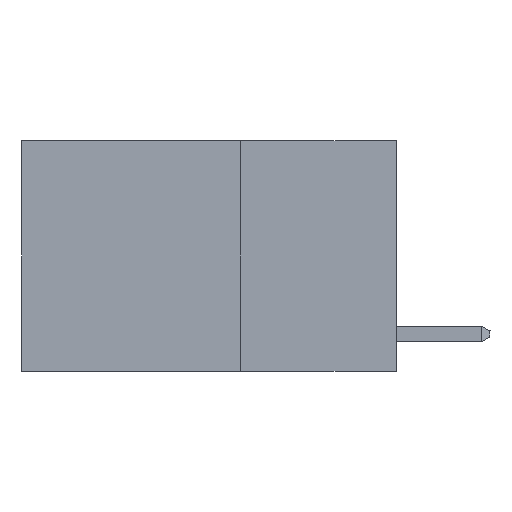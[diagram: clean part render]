
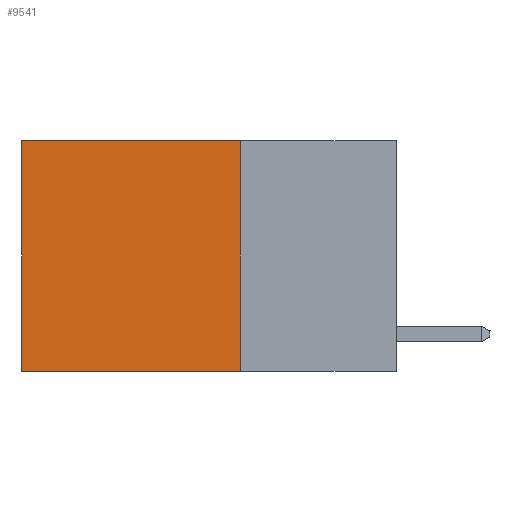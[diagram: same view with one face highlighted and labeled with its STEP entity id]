
A CAD part, left-side view. The second image highlights one B-rep face of the part: STEP entity #9541.
In plain terms, the highlighted planar face has unit normal (-1, 0, 0).
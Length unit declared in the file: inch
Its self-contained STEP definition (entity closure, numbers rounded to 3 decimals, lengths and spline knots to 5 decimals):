
#993 = EDGE_CURVE ( 'NONE', #1001, #20016, #28869, .T. ) ;
#1001 = VERTEX_POINT ( 'NONE', #12905 ) ;
#1990 = DIRECTION ( 'NONE',  ( 0., 0., -1. ) ) ;
#4018 = CARTESIAN_POINT ( 'NONE',  ( 0.2625, 0.25, -0.37 ) ) ;
#4317 = VERTEX_POINT ( 'NONE', #6892 ) ;
#4629 = CARTESIAN_POINT ( 'NONE',  ( 0.2625, 0.6, 0. ) ) ;
#5347 = FACE_OUTER_BOUND ( 'NONE', #19707, .T. ) ;
#5493 = DIRECTION ( 'NONE',  ( 1., 0., 0. ) ) ;
#6322 = EDGE_CURVE ( 'NONE', #9423, #4317, #6375, .T. ) ;
#6375 = LINE ( 'NONE', #15321, #24990 ) ;
#6683 = CARTESIAN_POINT ( 'NONE',  ( 0.2625, 0.25, 0. ) ) ;
#6892 = CARTESIAN_POINT ( 'NONE',  ( 0.2625, 0.6, -0.37 ) ) ;
#8331 = VECTOR ( 'NONE', #12961, 39.37008 ) ;
#8677 = VECTOR ( 'NONE', #20431, 39.37008 ) ;
#9423 = VERTEX_POINT ( 'NONE', #4629 ) ;
#9541 = ADVANCED_FACE ( 'NONE', ( #5347 ), #9912, .F. ) ;
#9912 = PLANE ( 'NONE',  #15306 ) ;
#10941 = EDGE_CURVE ( 'NONE', #20016, #4317, #24085, .T. ) ;
#11189 = ORIENTED_EDGE ( 'NONE', *, *, #10941, .F. ) ;
#12121 = ORIENTED_EDGE ( 'NONE', *, *, #21347, .T. ) ;
#12905 = CARTESIAN_POINT ( 'NONE',  ( 0.2625, 0.25, 0. ) ) ;
#12961 = DIRECTION ( 'NONE',  ( 0., 1., 0. ) ) ;
#14967 = CARTESIAN_POINT ( 'NONE',  ( 0.2625, 0.25, 0. ) ) ;
#15306 = AXIS2_PLACEMENT_3D ( 'NONE', #18807, #5493, #23355 ) ;
#15321 = CARTESIAN_POINT ( 'NONE',  ( 0.2625, 0.6, 0. ) ) ;
#15399 = DIRECTION ( 'NONE',  ( 0., 0., -1. ) ) ;
#15477 = ORIENTED_EDGE ( 'NONE', *, *, #993, .F. ) ;
#18807 = CARTESIAN_POINT ( 'NONE',  ( 0.2625, 0.25, 0. ) ) ;
#19707 = EDGE_LOOP ( 'NONE', ( #26989, #11189, #15477, #12121 ) ) ;
#20016 = VERTEX_POINT ( 'NONE', #26660 ) ;
#20431 = DIRECTION ( 'NONE',  ( 0., 1., 0. ) ) ;
#21347 = EDGE_CURVE ( 'NONE', #1001, #9423, #26770, .T. ) ;
#22463 = VECTOR ( 'NONE', #15399, 39.37008 ) ;
#23355 = DIRECTION ( 'NONE',  ( 0., 0., -1. ) ) ;
#24085 = LINE ( 'NONE', #4018, #8331 ) ;
#24990 = VECTOR ( 'NONE', #1990, 39.37008 ) ;
#26660 = CARTESIAN_POINT ( 'NONE',  ( 0.2625, 0.25, -0.37 ) ) ;
#26770 = LINE ( 'NONE', #6683, #8677 ) ;
#26989 = ORIENTED_EDGE ( 'NONE', *, *, #6322, .T. ) ;
#28869 = LINE ( 'NONE', #14967, #22463 ) ;
